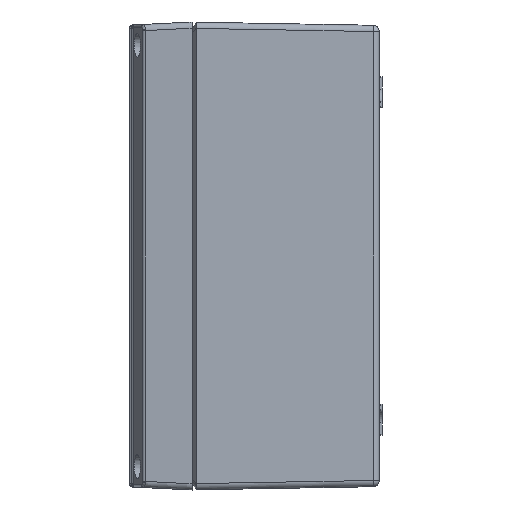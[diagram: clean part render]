
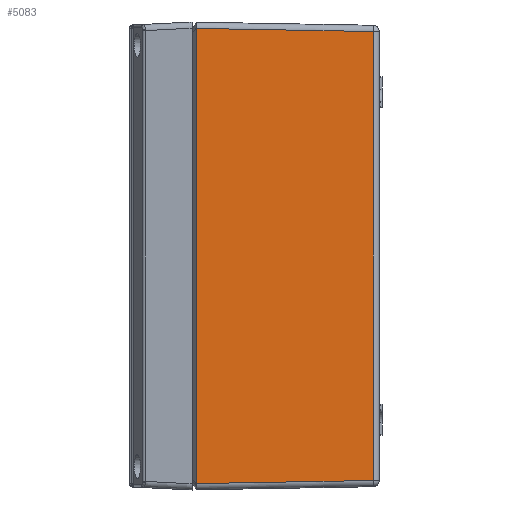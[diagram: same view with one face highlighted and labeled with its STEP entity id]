
A CAD part, left-side view. The second image highlights one B-rep face of the part: STEP entity #5083.
In plain terms, the highlighted planar face has unit normal (-1, -0.018, 0).
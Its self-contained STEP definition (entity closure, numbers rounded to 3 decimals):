
#5027 = ORIENTED_EDGE ( 'NONE', *, *, #5089, .T. ) ;
#5036 = EDGE_LOOP ( 'NONE', ( #5085, #5084, #5027, #5090 ) ) ;
#5051 = EDGE_CURVE ( 'NONE', #5081, #5082, #13644, .T. ) ;
#5081 = VERTEX_POINT ( 'NONE', #13702 ) ;
#5082 = VERTEX_POINT ( 'NONE', #13704 ) ;
#5083 = ADVANCED_FACE ( 'NONE', ( #13697 ), #13715, .T. ) ;
#5084 = ORIENTED_EDGE ( 'NONE', *, *, #5086, .T. ) ;
#5085 = ORIENTED_EDGE ( 'NONE', *, *, #5051, .T. ) ;
#5086 = EDGE_CURVE ( 'NONE', #5082, #5088, #13762, .T. ) ;
#5088 = VERTEX_POINT ( 'NONE', #13668 ) ;
#5089 = EDGE_CURVE ( 'NONE', #5088, #5094, #13763, .T. ) ;
#5090 = ORIENTED_EDGE ( 'NONE', *, *, #5091, .T. ) ;
#5091 = EDGE_CURVE ( 'NONE', #5094, #5081, #13747, .T. ) ;
#5094 = VERTEX_POINT ( 'NONE', #13750 ) ;
#13644 = LINE ( 'NONE', #13696, #13695 ) ;
#13667 = CARTESIAN_POINT ( 'NONE',  ( -89.939, -3.5, -74.965 ) ) ;
#13668 = CARTESIAN_POINT ( 'NONE',  ( -89.939, -3.5, 72.939 ) ) ;
#13694 = DIRECTION ( 'NONE',  ( 0., 0., 1. ) ) ;
#13695 = VECTOR ( 'NONE', #13694, 1000. ) ;
#13696 = CARTESIAN_POINT ( 'NONE',  ( -88.952, -60.035, 73.918 ) ) ;
#13697 = FACE_OUTER_BOUND ( 'NONE', #5036, .T. ) ;
#13702 = CARTESIAN_POINT ( 'NONE',  ( -88.952, -60.035, -71.952 ) ) ;
#13703 = AXIS2_PLACEMENT_3D ( 'NONE', #13711, #13768, #13767 ) ;
#13704 = CARTESIAN_POINT ( 'NONE',  ( -88.952, -60.035, 71.952 ) ) ;
#13711 = CARTESIAN_POINT ( 'NONE',  ( -90., 0., -75. ) ) ;
#13715 = PLANE ( 'NONE',  #13703 ) ;
#13744 = DIRECTION ( 'NONE',  ( 0.017, -1., 0.017 ) ) ;
#13745 = VECTOR ( 'NONE', #13744, 1000. ) ;
#13746 = CARTESIAN_POINT ( 'NONE',  ( -90.001, 0.035, -73.001 ) ) ;
#13747 = LINE ( 'NONE', #13746, #13745 ) ;
#13750 = CARTESIAN_POINT ( 'NONE',  ( -89.939, -3.5, -72.939 ) ) ;
#13753 = DIRECTION ( 'NONE',  ( 0., 0., -1. ) ) ;
#13757 = VECTOR ( 'NONE', #13753, 1000. ) ;
#13759 = DIRECTION ( 'NONE',  ( -0.017, 1., 0.017 ) ) ;
#13760 = VECTOR ( 'NONE', #13759, 1000. ) ;
#13761 = CARTESIAN_POINT ( 'NONE',  ( -89.955, -2.582, 72.955 ) ) ;
#13762 = LINE ( 'NONE', #13761, #13760 ) ;
#13763 = LINE ( 'NONE', #13667, #13757 ) ;
#13767 = DIRECTION ( 'NONE',  ( 0.017, -1., 0. ) ) ;
#13768 = DIRECTION ( 'NONE',  ( -1., -0.017, 0. ) ) ;
